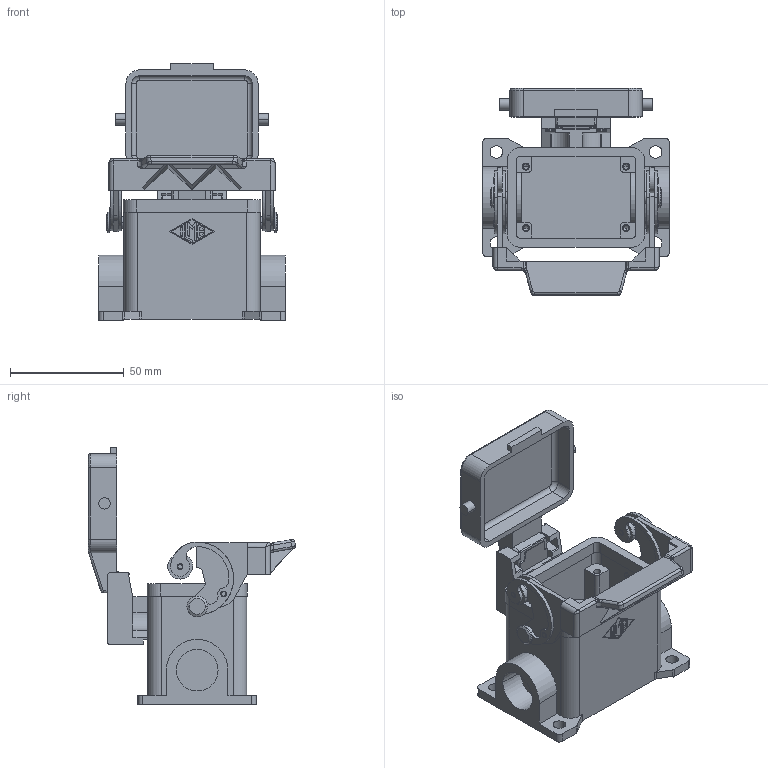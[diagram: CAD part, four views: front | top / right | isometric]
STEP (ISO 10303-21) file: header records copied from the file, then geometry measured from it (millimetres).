
FILE_DESCRIPTION(('Creo Elements/Direct Modeling STEP Export'),'2;1');
FILE_NAME('CHPT_06_4_LS.stp','2012-12-20T10:19:29',(''),(''),'Creo Elements/Direct Modeling STEP processor for AP214 (Solid Model)','Creo Elements/Direct Modeling 18.0B 02-Dec-2011 (C) Parametric Technology GmbH','');
FILE_SCHEMA(('AUTOMOTIVE_DESIGN { 1 0 10303 214 1 1 1 1 }'));
Length unit declared in the file: millimetre
Products named in the file (3): MSBO11885.0; MSBO11885.1; MSBO11885
Assembly tree (2 placements, depth 2):
  MSBO11885
    MSBO11885.1
    MSBO11885.0
Bounding box: 82 x 90.95 x 112.7 mm (x, y, z)
Volume: 95056 mm3; surface area: 53882.1 mm2
Topology: 2 solids, 5 shells, 616 faces, 1671 edges, 1087 vertices
Faces by surface type: plane 305, cylinder 237, torus 30, cone 20, bspline 18, sphere 6
Entity records: 25313 total; most frequent: CARTESIAN_POINT 5156, ORIENTED_EDGE 3306, DIRECTION 3120, EDGE_CURVE 1653, AXIS2_PLACEMENT_3D 1090, VERTEX_POINT 1087, VECTOR 940, LINE 940
